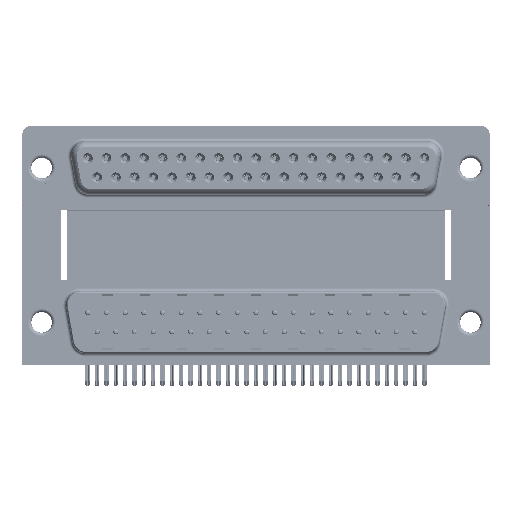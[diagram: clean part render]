
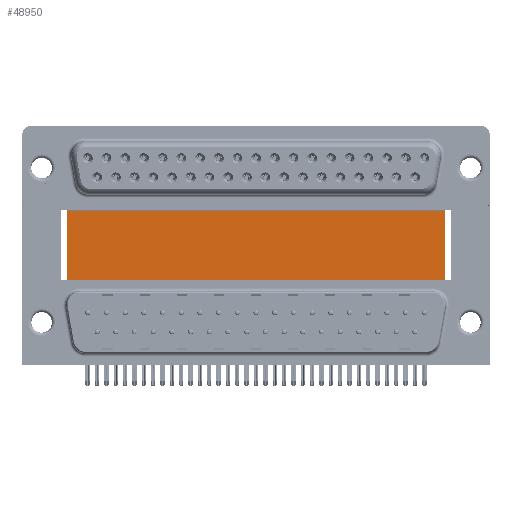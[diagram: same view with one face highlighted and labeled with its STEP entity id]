
A CAD part, top view. The second image highlights one B-rep face of the part: STEP entity #48950.
In plain terms, the highlighted planar face has unit normal (0, 0, 1).
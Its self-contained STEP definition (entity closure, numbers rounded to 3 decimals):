
#3484 = DIRECTION ( 'NONE',  ( 1., 0., 0. ) ) ;
#7807 = EDGE_CURVE ( 'NONE', #25341, #39599, #58743, .T. ) ;
#13417 = LINE ( 'NONE', #64211, #57141 ) ;
#13554 = CARTESIAN_POINT ( 'NONE',  ( 59.71, 16.585, -12. ) ) ;
#18818 = VERTEX_POINT ( 'NONE', #47218 ) ;
#23650 = ORIENTED_EDGE ( 'NONE', *, *, #32325, .T. ) ;
#23878 = AXIS2_PLACEMENT_3D ( 'NONE', #54121, #29988, #28723 ) ;
#25341 = VERTEX_POINT ( 'NONE', #63656 ) ;
#28723 = DIRECTION ( 'NONE',  ( -1., 0., 0. ) ) ;
#29988 = DIRECTION ( 'NONE',  ( 0., 0., -1. ) ) ;
#30133 = EDGE_CURVE ( 'NONE', #39599, #32486, #38615, .T. ) ;
#32224 = DIRECTION ( 'NONE',  ( 0., -1., 0. ) ) ;
#32325 = EDGE_CURVE ( 'NONE', #18818, #32486, #13417, .T. ) ;
#32486 = VERTEX_POINT ( 'NONE', #46602 ) ;
#32825 = VECTOR ( 'NONE', #59385, 1000. ) ;
#34580 = DIRECTION ( 'NONE',  ( 1., 0., 0. ) ) ;
#36616 = ORIENTED_EDGE ( 'NONE', *, *, #7807, .F. ) ;
#38615 = LINE ( 'NONE', #13554, #32825 ) ;
#38839 = EDGE_CURVE ( 'NONE', #25341, #18818, #53014, .T. ) ;
#39563 = FACE_OUTER_BOUND ( 'NONE', #43259, .T. ) ;
#39599 = VERTEX_POINT ( 'NONE', #41970 ) ;
#41970 = CARTESIAN_POINT ( 'NONE',  ( 59.71, 16.585, -12. ) ) ;
#43241 = CARTESIAN_POINT ( 'NONE',  ( 3.79, 16.585, -12. ) ) ;
#43259 = EDGE_LOOP ( 'NONE', ( #23650, #51666, #36616, #44957 ) ) ;
#44957 = ORIENTED_EDGE ( 'NONE', *, *, #38839, .T. ) ;
#46602 = CARTESIAN_POINT ( 'NONE',  ( 59.71, -3.735, -12. ) ) ;
#47218 = CARTESIAN_POINT ( 'NONE',  ( 3.79, -3.735, -12. ) ) ;
#48950 = ADVANCED_FACE ( 'NONE', ( #39563 ), #55089, .F. ) ;
#51666 = ORIENTED_EDGE ( 'NONE', *, *, #30133, .F. ) ;
#52016 = CARTESIAN_POINT ( 'NONE',  ( 3.79, 16.585, -12. ) ) ;
#53014 = LINE ( 'NONE', #52016, #55608 ) ;
#54121 = CARTESIAN_POINT ( 'NONE',  ( 3.79, 16.585, -12. ) ) ;
#55089 = PLANE ( 'NONE',  #23878 ) ;
#55608 = VECTOR ( 'NONE', #32224, 1000. ) ;
#57141 = VECTOR ( 'NONE', #3484, 1000. ) ;
#57270 = VECTOR ( 'NONE', #34580, 1000. ) ;
#58743 = LINE ( 'NONE', #43241, #57270 ) ;
#59385 = DIRECTION ( 'NONE',  ( 0., -1., 0. ) ) ;
#63656 = CARTESIAN_POINT ( 'NONE',  ( 3.79, 16.585, -12. ) ) ;
#64211 = CARTESIAN_POINT ( 'NONE',  ( 3.79, -3.735, -12. ) ) ;
